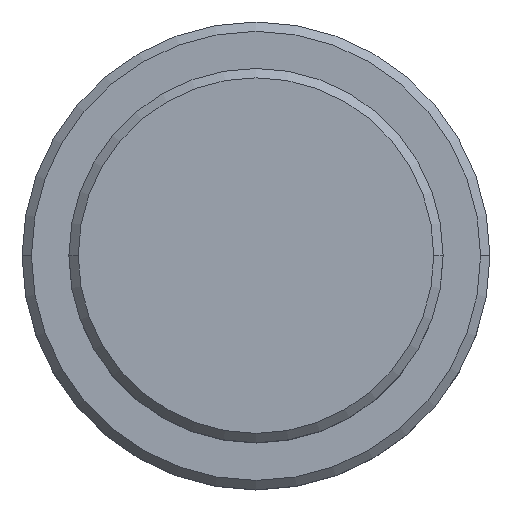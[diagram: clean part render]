
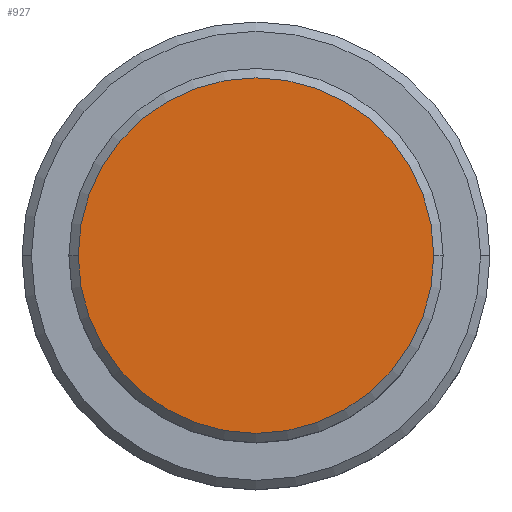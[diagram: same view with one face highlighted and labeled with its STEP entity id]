
A CAD part, top view. The second image highlights one B-rep face of the part: STEP entity #927.
In plain terms, the highlighted planar face has unit normal (0, 0, 1).
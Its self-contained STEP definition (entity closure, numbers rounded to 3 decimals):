
#66 = DIRECTION ( 'NONE',  ( 1., 0., 0. ) ) ;
#113 = CARTESIAN_POINT ( 'NONE',  ( -9.5, 0., 0. ) ) ;
#143 = EDGE_CURVE ( 'NONE', #780, #1255, #1002, .T. ) ;
#194 = DIRECTION ( 'NONE',  ( 0., 0., 1. ) ) ;
#198 = EDGE_LOOP ( 'NONE', ( #497, #1098 ) ) ;
#254 = PLANE ( 'NONE',  #662 ) ;
#295 = CARTESIAN_POINT ( 'NONE',  ( 9.5, 0., 0. ) ) ;
#362 = FACE_OUTER_BOUND ( 'NONE', #198, .T. ) ;
#456 = DIRECTION ( 'NONE',  ( 1., 0., 0. ) ) ;
#497 = ORIENTED_EDGE ( 'NONE', *, *, #1313, .T. ) ;
#509 = DIRECTION ( 'NONE',  ( 0., 0., 1. ) ) ;
#662 = AXIS2_PLACEMENT_3D ( 'NONE', #672, #766, #456 ) ;
#672 = CARTESIAN_POINT ( 'NONE',  ( 0., 0., 0. ) ) ;
#766 = DIRECTION ( 'NONE',  ( 0., 0., 1. ) ) ;
#780 = VERTEX_POINT ( 'NONE', #295 ) ;
#791 = CIRCLE ( 'NONE', #839, 9.5 ) ;
#839 = AXIS2_PLACEMENT_3D ( 'NONE', #1066, #194, #873 ) ;
#873 = DIRECTION ( 'NONE',  ( 1., 0., 0. ) ) ;
#927 = ADVANCED_FACE ( 'NONE', ( #362 ), #254, .T. ) ;
#960 = CARTESIAN_POINT ( 'NONE',  ( 0., 0., 0. ) ) ;
#984 = AXIS2_PLACEMENT_3D ( 'NONE', #960, #509, #66 ) ;
#1002 = CIRCLE ( 'NONE', #984, 9.5 ) ;
#1066 = CARTESIAN_POINT ( 'NONE',  ( 0., 0., 0. ) ) ;
#1098 = ORIENTED_EDGE ( 'NONE', *, *, #143, .T. ) ;
#1255 = VERTEX_POINT ( 'NONE', #113 ) ;
#1313 = EDGE_CURVE ( 'NONE', #1255, #780, #791, .T. ) ;
